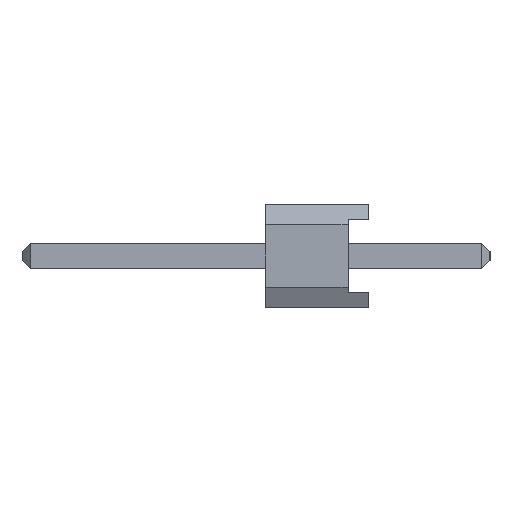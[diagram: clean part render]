
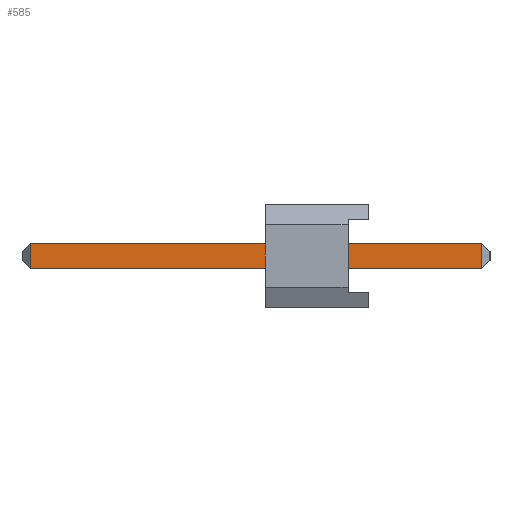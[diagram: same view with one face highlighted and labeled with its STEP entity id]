
A CAD part, left-side view. The second image highlights one B-rep face of the part: STEP entity #585.
In plain terms, the highlighted face is planar.
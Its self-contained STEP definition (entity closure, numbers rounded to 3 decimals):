
#59=FACE_OUTER_BOUND('',#91,.T.);
#91=EDGE_LOOP('',(#419,#420,#421,#422));
#120=LINE('',#887,#196);
#137=LINE('',#922,#213);
#138=LINE('',#924,#214);
#139=LINE('',#925,#215);
#196=VECTOR('',#725,1000.);
#213=VECTOR('',#754,1000.);
#214=VECTOR('',#755,1000.);
#215=VECTOR('',#756,1000.);
#272=VERTEX_POINT('',#884);
#273=VERTEX_POINT('',#886);
#285=VERTEX_POINT('',#921);
#286=VERTEX_POINT('',#923);
#320=EDGE_CURVE('',#273,#272,#120,.T.);
#337=EDGE_CURVE('',#273,#285,#137,.T.);
#338=EDGE_CURVE('',#272,#286,#138,.T.);
#339=EDGE_CURVE('',#286,#285,#139,.T.);
#419=ORIENTED_EDGE('',*,*,#337,.F.);
#420=ORIENTED_EDGE('',*,*,#320,.T.);
#421=ORIENTED_EDGE('',*,*,#338,.T.);
#422=ORIENTED_EDGE('',*,*,#339,.T.);
#553=PLANE('',#683);
#585=ADVANCED_FACE('',(#59),#553,.F.);
#683=AXIS2_PLACEMENT_3D('',#920,#752,#753);
#725=DIRECTION('',(0.,1.,0.));
#752=DIRECTION('center_axis',(-1.,0.,0.));
#753=DIRECTION('ref_axis',(0.,0.,1.));
#754=DIRECTION('',(0.,0.,1.));
#755=DIRECTION('',(0.,0.,1.));
#756=DIRECTION('',(0.,-1.,0.));
#884=CARTESIAN_POINT('',(0.32,0.32,-5.57));
#886=CARTESIAN_POINT('',(0.32,-0.32,-5.57));
#887=CARTESIAN_POINT('',(0.32,-0.32,-5.57));
#920=CARTESIAN_POINT('Origin',(0.32,-0.32,-5.77));
#921=CARTESIAN_POINT('',(0.32,-0.32,5.57));
#922=CARTESIAN_POINT('',(0.32,-0.32,-5.77));
#923=CARTESIAN_POINT('',(0.32,0.32,5.57));
#924=CARTESIAN_POINT('',(0.32,0.32,-5.77));
#925=CARTESIAN_POINT('',(0.32,-0.32,5.57));
